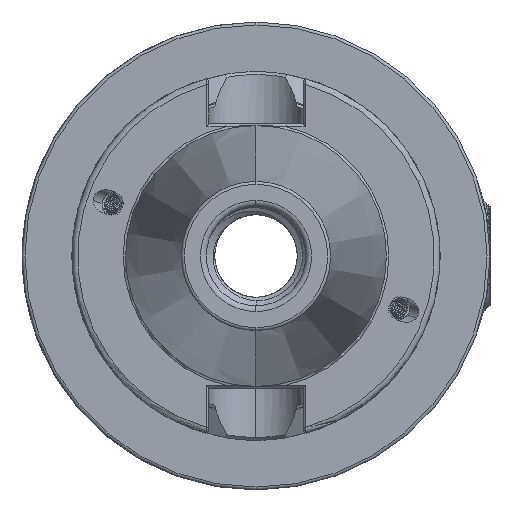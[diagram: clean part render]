
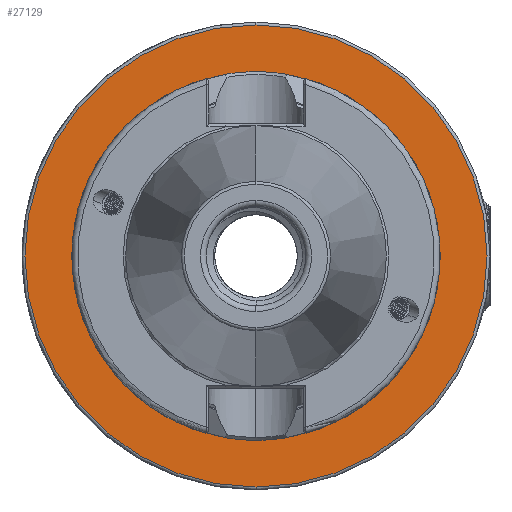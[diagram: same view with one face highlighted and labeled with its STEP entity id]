
A CAD part, left-side view. The second image highlights one B-rep face of the part: STEP entity #27129.
In plain terms, the highlighted planar face has unit normal (-1, 0, 0).
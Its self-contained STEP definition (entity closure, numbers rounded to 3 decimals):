
#2998 = EDGE_CURVE ( 'NONE', #9004, #8931, #10578, .T. ) ;
#8044 = AXIS2_PLACEMENT_3D ( 'NONE', #10952, #10950, #10949 ) ;
#8451 = AXIS2_PLACEMENT_3D ( 'NONE', #18283, #18293, #18316 ) ;
#8465 = AXIS2_PLACEMENT_3D ( 'NONE', #16259, #16264, #16265 ) ;
#8503 = AXIS2_PLACEMENT_3D ( 'NONE', #16460, #16430, #16461 ) ;
#8608 = ORIENTED_EDGE ( 'NONE', *, *, #28011, .F. ) ;
#8625 = ORIENTED_EDGE ( 'NONE', *, *, #2998, .T. ) ;
#8628 = ORIENTED_EDGE ( 'NONE', *, *, #27977, .T. ) ;
#8635 = ORIENTED_EDGE ( 'NONE', *, *, #27780, .F. ) ;
#8931 = VERTEX_POINT ( 'NONE', #19737 ) ;
#8964 = VERTEX_POINT ( 'NONE', #19847 ) ;
#8987 = VERTEX_POINT ( 'NONE', #19823 ) ;
#9004 = VERTEX_POINT ( 'NONE', #19856 ) ;
#9660 = EDGE_LOOP ( 'NONE', ( #8635, #8608 ) ) ;
#9669 = EDGE_LOOP ( 'NONE', ( #8625, #8628 ) ) ;
#10578 = CIRCLE ( 'NONE', #27545, 31.3 ) ;
#10949 = DIRECTION ( 'NONE',  ( 0., 0., 1. ) ) ;
#10950 = DIRECTION ( 'NONE',  ( -1., 0., 0. ) ) ;
#10952 = CARTESIAN_POINT ( 'NONE',  ( 32., 39.5, 0. ) ) ;
#10957 = PLANE ( 'NONE',  #8044 ) ;
#12266 = CIRCLE ( 'NONE', #8451, 39.5 ) ;
#12419 = CIRCLE ( 'NONE', #8465, 31.3 ) ;
#12460 = CIRCLE ( 'NONE', #8503, 39.5 ) ;
#12862 = FACE_OUTER_BOUND ( 'NONE', #9660, .T. ) ;
#12898 = FACE_BOUND ( 'NONE', #9669, .T. ) ;
#16259 = CARTESIAN_POINT ( 'NONE',  ( 32., 0., 0. ) ) ;
#16264 = DIRECTION ( 'NONE',  ( 1., 0., 0. ) ) ;
#16265 = DIRECTION ( 'NONE',  ( 0., 0., 1. ) ) ;
#16430 = DIRECTION ( 'NONE',  ( 1., 0., 0. ) ) ;
#16460 = CARTESIAN_POINT ( 'NONE',  ( 32., 0., 0. ) ) ;
#16461 = DIRECTION ( 'NONE',  ( 0., 0., -1. ) ) ;
#18283 = CARTESIAN_POINT ( 'NONE',  ( 32., 0., 0. ) ) ;
#18293 = DIRECTION ( 'NONE',  ( 1., 0., 0. ) ) ;
#18316 = DIRECTION ( 'NONE',  ( 0., 0., -1. ) ) ;
#19737 = CARTESIAN_POINT ( 'NONE',  ( 32., 0., -31.3 ) ) ;
#19823 = CARTESIAN_POINT ( 'NONE',  ( 32., 0., -39.5 ) ) ;
#19847 = CARTESIAN_POINT ( 'NONE',  ( 32., 0., 39.5 ) ) ;
#19856 = CARTESIAN_POINT ( 'NONE',  ( 32., 0., 31.3 ) ) ;
#20136 = DIRECTION ( 'NONE',  ( 0., 0., 1. ) ) ;
#20167 = CARTESIAN_POINT ( 'NONE',  ( 32., 0., 0. ) ) ;
#20168 = DIRECTION ( 'NONE',  ( 1., 0., 0. ) ) ;
#27129 = ADVANCED_FACE ( 'NONE', ( #12898, #12862 ), #10957, .T. ) ;
#27545 = AXIS2_PLACEMENT_3D ( 'NONE', #20167, #20168, #20136 ) ;
#27780 = EDGE_CURVE ( 'NONE', #8987, #8964, #12266, .T. ) ;
#27977 = EDGE_CURVE ( 'NONE', #8931, #9004, #12419, .T. ) ;
#28011 = EDGE_CURVE ( 'NONE', #8964, #8987, #12460, .T. ) ;
